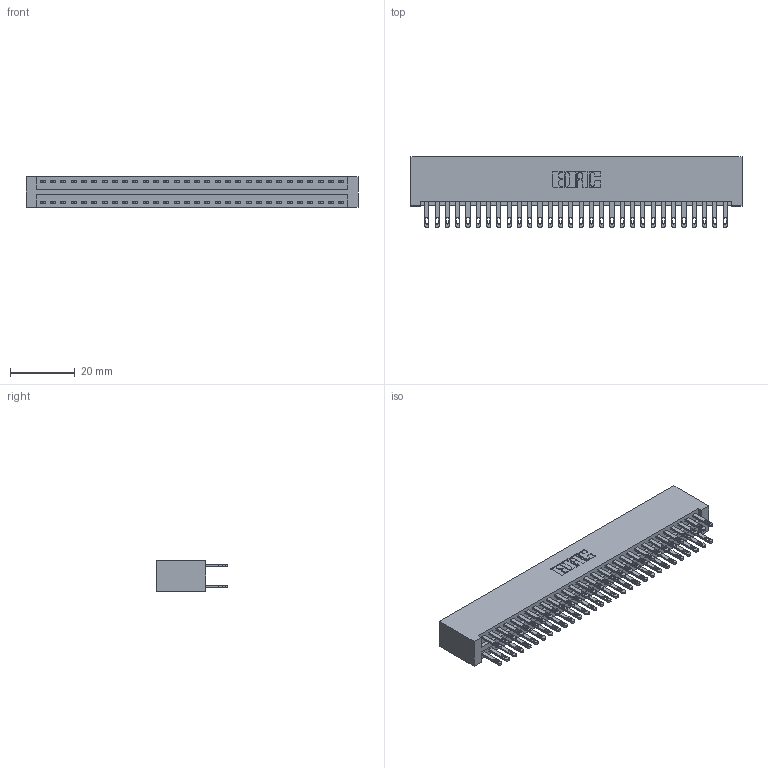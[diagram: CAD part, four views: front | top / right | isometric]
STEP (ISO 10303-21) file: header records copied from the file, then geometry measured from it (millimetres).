
FILE_DESCRIPTION (( 'STEP AP203' ), '1' );
FILE_NAME ('346-060-500-201.STEP', '2022-05-21T10:01:56', ( '' ), ( '' ), 'SwSTEP 2.0', 'SolidWorks 2020', '' );
FILE_SCHEMA (( 'CONFIG_CONTROL_DESIGN' ));
Length unit declared in the file: inch
Products named in the file (3): 346-060-500-201; 346 Part_No Mounting Lugs; 345-292-001_345-293-100
Assembly tree (61 placements, depth 2):
  346-060-500-201
    346 Part_No Mounting Lugs
    345-292-001_345-293-100  x60
Bounding box: 102.49 x 21.84 x 9.4 mm (x, y, z)
Volume: 10657.4 mm3; surface area: 15251.9 mm2
Topology: 61 solids, 61 shells, 2994 faces, 9125 edges, 6082 vertices
Faces by surface type: plane 1812, cylinder 1182
Entity records: 20847 total; most frequent: CARTESIAN_POINT 3448, ORIENTED_EDGE 3382, DIRECTION 3087, EDGE_CURVE 1691, LINE 1443, VECTOR 1443, VERTEX_POINT 1126, AXIS2_PLACEMENT_3D 822
